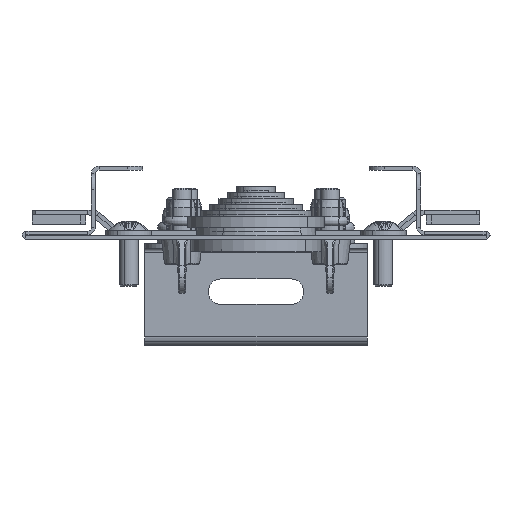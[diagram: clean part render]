
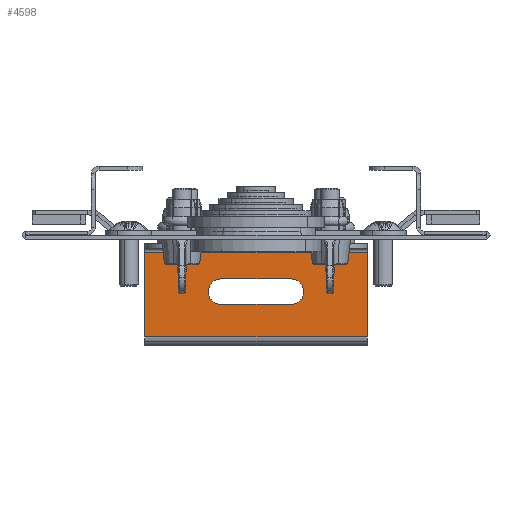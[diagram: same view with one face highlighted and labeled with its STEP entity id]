
A CAD part, left-side view. The second image highlights one B-rep face of the part: STEP entity #4598.
In plain terms, the highlighted planar face has unit normal (-1, 0, 0).
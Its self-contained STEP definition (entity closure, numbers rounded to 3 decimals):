
#313 = CARTESIAN_POINT ( 'NONE',  ( -300., -11., -13. ) ) ;
#559 = VERTEX_POINT ( 'NONE', #3025 ) ;
#586 = CARTESIAN_POINT ( 'NONE',  ( -300., 35., 0. ) ) ;
#1097 = VERTEX_POINT ( 'NONE', #5398 ) ;
#1639 = DIRECTION ( 'NONE',  ( 1., 0., 0. ) ) ;
#1645 = AXIS2_PLACEMENT_3D ( 'NONE', #6118, #16475, #4665 ) ;
#1685 = CARTESIAN_POINT ( 'NONE',  ( -300., 11., -17. ) ) ;
#2182 = CARTESIAN_POINT ( 'NONE',  ( -300., -11., -21. ) ) ;
#2318 = VERTEX_POINT ( 'NONE', #14261 ) ;
#2835 = DIRECTION ( 'NONE',  ( 0., 0., -1. ) ) ;
#3025 = CARTESIAN_POINT ( 'NONE',  ( -300., 11., -21. ) ) ;
#3174 = FACE_OUTER_BOUND ( 'NONE', #6373, .T. ) ;
#3592 = VECTOR ( 'NONE', #11719, 1000. ) ;
#4598 = ADVANCED_FACE ( 'NONE', ( #10673, #3174 ), #8362, .F. ) ;
#4665 = DIRECTION ( 'NONE',  ( 0., 0., 1. ) ) ;
#4845 = CARTESIAN_POINT ( 'NONE',  ( -300., -35., -2.8 ) ) ;
#5002 = ORIENTED_EDGE ( 'NONE', *, *, #8266, .F. ) ;
#5259 = EDGE_CURVE ( 'NONE', #1097, #8502, #6520, .T. ) ;
#5398 = CARTESIAN_POINT ( 'NONE',  ( -300., 35., -2.8 ) ) ;
#5576 = CARTESIAN_POINT ( 'NONE',  ( -300., -35., 0. ) ) ;
#5873 = VECTOR ( 'NONE', #13606, 1000. ) ;
#6104 = VECTOR ( 'NONE', #10355, 1000. ) ;
#6118 = CARTESIAN_POINT ( 'NONE',  ( -300., -11., -17. ) ) ;
#6158 = VERTEX_POINT ( 'NONE', #313 ) ;
#6373 = EDGE_LOOP ( 'NONE', ( #5002, #8306, #12728, #6519 ) ) ;
#6519 = ORIENTED_EDGE ( 'NONE', *, *, #14078, .T. ) ;
#6520 = LINE ( 'NONE', #11509, #9804 ) ;
#6923 = VERTEX_POINT ( 'NONE', #2182 ) ;
#7362 = ORIENTED_EDGE ( 'NONE', *, *, #14343, .F. ) ;
#7438 = EDGE_CURVE ( 'NONE', #14711, #8502, #13012, .T. ) ;
#7796 = LINE ( 'NONE', #9167, #6104 ) ;
#7820 = VECTOR ( 'NONE', #10140, 1000. ) ;
#7822 = DIRECTION ( 'NONE',  ( 0., -1., 0. ) ) ;
#8266 = EDGE_CURVE ( 'NONE', #14711, #2318, #11997, .T. ) ;
#8279 = CARTESIAN_POINT ( 'NONE',  ( -300., 0., 0. ) ) ;
#8306 = ORIENTED_EDGE ( 'NONE', *, *, #7438, .T. ) ;
#8362 = PLANE ( 'NONE',  #12001 ) ;
#8502 = VERTEX_POINT ( 'NONE', #4845 ) ;
#8683 = CARTESIAN_POINT ( 'NONE',  ( -300., 11., -13. ) ) ;
#8798 = CARTESIAN_POINT ( 'NONE',  ( -300., 11., -13. ) ) ;
#9167 = CARTESIAN_POINT ( 'NONE',  ( -300., 11., -21. ) ) ;
#9333 = CARTESIAN_POINT ( 'NONE',  ( -300., -35., -29.2 ) ) ;
#9804 = VECTOR ( 'NONE', #7822, 1000. ) ;
#9891 = CIRCLE ( 'NONE', #1645, 4. ) ;
#10140 = DIRECTION ( 'NONE',  ( 0., 1., 0. ) ) ;
#10304 = ORIENTED_EDGE ( 'NONE', *, *, #10644, .F. ) ;
#10355 = DIRECTION ( 'NONE',  ( 0., -1., 0. ) ) ;
#10644 = EDGE_CURVE ( 'NONE', #6923, #6158, #9891, .T. ) ;
#10673 = FACE_BOUND ( 'NONE', #15670, .T. ) ;
#11489 = CARTESIAN_POINT ( 'NONE',  ( -300., -35., -29.2 ) ) ;
#11509 = CARTESIAN_POINT ( 'NONE',  ( -300., -35., -2.8 ) ) ;
#11719 = DIRECTION ( 'NONE',  ( 0., 0., 1. ) ) ;
#11997 = LINE ( 'NONE', #9333, #15693 ) ;
#12001 = AXIS2_PLACEMENT_3D ( 'NONE', #8279, #1639, #2835 ) ;
#12194 = DIRECTION ( 'NONE',  ( -1., 0., 0. ) ) ;
#12728 = ORIENTED_EDGE ( 'NONE', *, *, #5259, .F. ) ;
#12890 = EDGE_CURVE ( 'NONE', #559, #6923, #7796, .T. ) ;
#13012 = LINE ( 'NONE', #5576, #3592 ) ;
#13545 = ORIENTED_EDGE ( 'NONE', *, *, #12890, .F. ) ;
#13571 = ORIENTED_EDGE ( 'NONE', *, *, #16264, .F. ) ;
#13606 = DIRECTION ( 'NONE',  ( 0., 0., -1. ) ) ;
#13780 = LINE ( 'NONE', #586, #5873 ) ;
#13805 = VERTEX_POINT ( 'NONE', #8798 ) ;
#13995 = CIRCLE ( 'NONE', #16755, 4. ) ;
#14078 = EDGE_CURVE ( 'NONE', #1097, #2318, #13780, .T. ) ;
#14261 = CARTESIAN_POINT ( 'NONE',  ( -300., 35., -29.2 ) ) ;
#14343 = EDGE_CURVE ( 'NONE', #6158, #13805, #16806, .T. ) ;
#14502 = DIRECTION ( 'NONE',  ( 0., 1., 0. ) ) ;
#14711 = VERTEX_POINT ( 'NONE', #11489 ) ;
#15036 = DIRECTION ( 'NONE',  ( 0., 0., 1. ) ) ;
#15670 = EDGE_LOOP ( 'NONE', ( #13545, #13571, #7362, #10304 ) ) ;
#15693 = VECTOR ( 'NONE', #14502, 1000. ) ;
#16264 = EDGE_CURVE ( 'NONE', #13805, #559, #13995, .T. ) ;
#16475 = DIRECTION ( 'NONE',  ( -1., 0., 0. ) ) ;
#16755 = AXIS2_PLACEMENT_3D ( 'NONE', #1685, #12194, #15036 ) ;
#16806 = LINE ( 'NONE', #8683, #7820 ) ;
